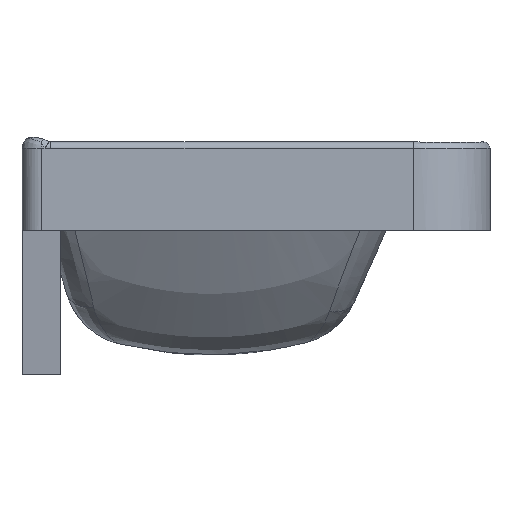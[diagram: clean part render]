
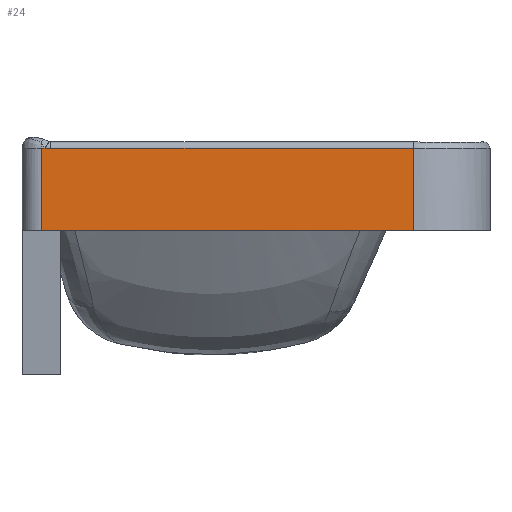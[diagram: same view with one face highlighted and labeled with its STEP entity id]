
A CAD part, left-side view. The second image highlights one B-rep face of the part: STEP entity #24.
In plain terms, the highlighted planar face has unit normal (-1, 0, 0).
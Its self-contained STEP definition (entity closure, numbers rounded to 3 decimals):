
#24=ADVANCED_FACE('',(#131),#1677,.T.);
#131=FACE_OUTER_BOUND('',#239,.T.);
#239=EDGE_LOOP('',(#388,#389,#390,#391,#392,#393,#394));
#388=ORIENTED_EDGE('',*,*,#910,.F.);
#389=ORIENTED_EDGE('',*,*,#911,.F.);
#390=ORIENTED_EDGE('',*,*,#912,.F.);
#391=ORIENTED_EDGE('',*,*,#913,.F.);
#392=ORIENTED_EDGE('',*,*,#914,.F.);
#393=ORIENTED_EDGE('',*,*,#915,.F.);
#394=ORIENTED_EDGE('',*,*,#909,.F.);
#909=EDGE_CURVE('',#1459,#1460,#1279,.T.);
#910=EDGE_CURVE('',#1461,#1459,#1280,.T.);
#911=EDGE_CURVE('',#1462,#1461,#1281,.T.);
#912=EDGE_CURVE('',#1463,#1462,#1282,.T.);
#913=EDGE_CURVE('',#1464,#1463,#1283,.T.);
#914=EDGE_CURVE('',#1465,#1464,#1284,.T.);
#915=EDGE_CURVE('',#1460,#1465,#1285,.T.);
#1279=B_SPLINE_CURVE_WITH_KNOTS('',1,(#15024,#15025),.UNSPECIFIED.,.F.,
 .F.,(2,2),(-43.1,0.),.UNSPECIFIED.);
#1280=B_SPLINE_CURVE_WITH_KNOTS('',1,(#15026,#15027),.UNSPECIFIED.,.F.,
 .F.,(2,2),(-190.,0.),.UNSPECIFIED.);
#1281=B_SPLINE_CURVE_WITH_KNOTS('',1,(#15028,#15029),.UNSPECIFIED.,.F.,
 .F.,(2,2),(-2.849,0.),.UNSPECIFIED.);
#1282=B_SPLINE_CURVE_WITH_KNOTS('',1,(#15030,#15031),.UNSPECIFIED.,.F.,
 .F.,(2,2),(-0.084,0.),.UNSPECIFIED.);
#1283=B_SPLINE_CURVE_WITH_KNOTS('',1,(#15032,#15033),.UNSPECIFIED.,.F.,
 .F.,(2,2),(-2.066,0.),.UNSPECIFIED.);
#1284=B_SPLINE_CURVE_WITH_KNOTS('',1,(#15034,#15035),.UNSPECIFIED.,.F.,
 .F.,(2,2),(-43.1,0.),.UNSPECIFIED.);
#1285=B_SPLINE_CURVE_WITH_KNOTS('',1,(#15036,#15037),.UNSPECIFIED.,.F.,
 .F.,(2,2),(-195.,0.),.UNSPECIFIED.);
#1459=VERTEX_POINT('',#14800);
#1460=VERTEX_POINT('',#14801);
#1461=VERTEX_POINT('',#14802);
#1462=VERTEX_POINT('',#14803);
#1463=VERTEX_POINT('',#14804);
#1464=VERTEX_POINT('',#14805);
#1465=VERTEX_POINT('',#14806);
#1677=PLANE('',#1721);
#1721=AXIS2_PLACEMENT_3D('',#1847,#1784,$);
#1784=DIRECTION('',(-1.,0.,0.));
#1847=CARTESIAN_POINT('',(-249.,-144.06,69.63));
#14800=CARTESIAN_POINT('',(-249.,-124.5,117.1));
#14801=CARTESIAN_POINT('',(-249.,-124.5,74.));
#14802=CARTESIAN_POINT('',(-249.,65.5,117.1));
#14803=CARTESIAN_POINT('',(-249.,68.349,117.1));
#14804=CARTESIAN_POINT('',(-249.,68.434,117.1));
#14805=CARTESIAN_POINT('',(-249.,70.5,117.1));
#14806=CARTESIAN_POINT('',(-249.,70.5,74.));
#15024=CARTESIAN_POINT('',(-249.,-124.5,117.1));
#15025=CARTESIAN_POINT('',(-249.,-124.5,74.));
#15026=CARTESIAN_POINT('',(-249.,65.5,117.1));
#15027=CARTESIAN_POINT('',(-249.,-124.5,117.1));
#15028=CARTESIAN_POINT('',(-249.,68.349,117.1));
#15029=CARTESIAN_POINT('',(-249.,65.5,117.1));
#15030=CARTESIAN_POINT('',(-249.,68.434,117.1));
#15031=CARTESIAN_POINT('',(-249.,68.349,117.1));
#15032=CARTESIAN_POINT('',(-249.,70.5,117.1));
#15033=CARTESIAN_POINT('',(-249.,68.434,117.1));
#15034=CARTESIAN_POINT('',(-249.,70.5,74.));
#15035=CARTESIAN_POINT('',(-249.,70.5,117.1));
#15036=CARTESIAN_POINT('',(-249.,-124.5,74.));
#15037=CARTESIAN_POINT('',(-249.,70.5,74.));
